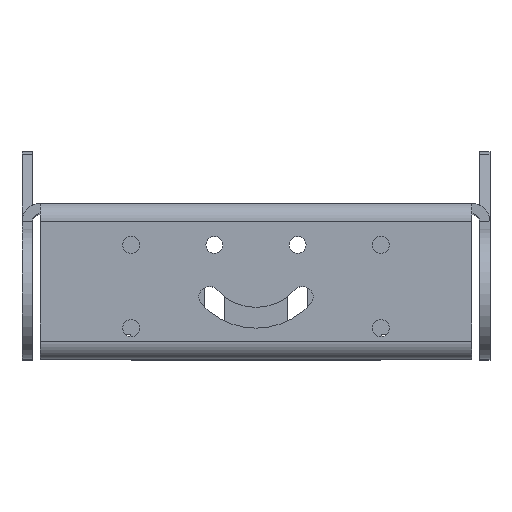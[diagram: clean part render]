
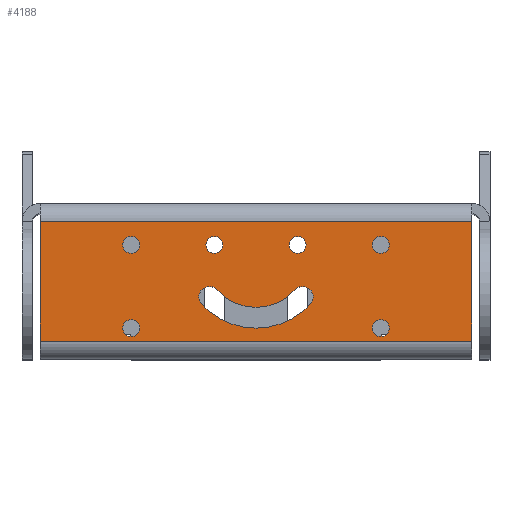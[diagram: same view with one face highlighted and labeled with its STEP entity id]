
A CAD part, top view. The second image highlights one B-rep face of the part: STEP entity #4188.
In plain terms, the highlighted planar face has unit normal (0, 0, 1).
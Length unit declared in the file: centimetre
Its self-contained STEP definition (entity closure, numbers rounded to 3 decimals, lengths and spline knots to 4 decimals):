
#164=FACE_BOUND('',#897,.T.);
#165=FACE_BOUND('',#898,.T.);
#166=FACE_BOUND('',#899,.T.);
#167=FACE_BOUND('',#900,.T.);
#168=FACE_BOUND('',#901,.T.);
#169=FACE_BOUND('',#902,.T.);
#170=FACE_BOUND('',#903,.T.);
#314=PLANE('',#4653);
#528=FACE_OUTER_BOUND('',#896,.T.);
#896=EDGE_LOOP('',(#3654,#3655,#3656,#3657));
#897=EDGE_LOOP('',(#3658));
#898=EDGE_LOOP('',(#3659));
#899=EDGE_LOOP('',(#3660));
#900=EDGE_LOOP('',(#3661));
#901=EDGE_LOOP('',(#3662));
#902=EDGE_LOOP('',(#3663));
#903=EDGE_LOOP('',(#3664,#3665,#3666,#3667));
#1248=LINE('',#6972,#1549);
#1259=LINE('',#7008,#1560);
#1263=LINE('',#7018,#1564);
#1269=LINE('',#7031,#1570);
#1549=VECTOR('',#5770,1.);
#1560=VECTOR('',#5819,1.);
#1564=VECTOR('',#5829,0.238);
#1570=VECTOR('',#5847,1.);
#1710=CIRCLE('',#4380,0.162);
#1712=CIRCLE('',#4383,0.162);
#1714=CIRCLE('',#4386,0.162);
#1756=CIRCLE('',#4498,0.162);
#1758=CIRCLE('',#4501,0.162);
#1760=CIRCLE('',#4504,0.162);
#1761=CIRCLE('',#4506,0.2);
#1763=CIRCLE('',#4509,1.0125);
#1765=CIRCLE('',#4512,0.2);
#1767=CIRCLE('',#4515,1.4125);
#2051=VERTEX_POINT('',#6421);
#2053=VERTEX_POINT('',#6426);
#2055=VERTEX_POINT('',#6431);
#2127=VERTEX_POINT('',#6687);
#2129=VERTEX_POINT('',#6692);
#2131=VERTEX_POINT('',#6697);
#2132=VERTEX_POINT('',#6700);
#2133=VERTEX_POINT('',#6701);
#2136=VERTEX_POINT('',#6709);
#2138=VERTEX_POINT('',#6715);
#2208=VERTEX_POINT('',#6969);
#2209=VERTEX_POINT('',#6971);
#2214=VERTEX_POINT('',#7006);
#2215=VERTEX_POINT('',#7007);
#2470=EDGE_CURVE('',#2051,#2051,#1710,.T.);
#2472=EDGE_CURVE('',#2053,#2053,#1712,.T.);
#2474=EDGE_CURVE('',#2055,#2055,#1714,.T.);
#2588=EDGE_CURVE('',#2127,#2127,#1756,.T.);
#2590=EDGE_CURVE('',#2129,#2129,#1758,.T.);
#2592=EDGE_CURVE('',#2131,#2131,#1760,.T.);
#2593=EDGE_CURVE('',#2132,#2133,#1761,.T.);
#2597=EDGE_CURVE('',#2136,#2132,#1763,.T.);
#2600=EDGE_CURVE('',#2138,#2136,#1765,.T.);
#2603=EDGE_CURVE('',#2133,#2138,#1767,.T.);
#2717=EDGE_CURVE('',#2208,#2209,#1248,.T.);
#2735=EDGE_CURVE('',#2214,#2215,#1259,.T.);
#2741=EDGE_CURVE('',#2209,#2215,#1263,.T.);
#2749=EDGE_CURVE('',#2214,#2208,#1269,.T.);
#3654=ORIENTED_EDGE('',*,*,#2735,.T.);
#3655=ORIENTED_EDGE('',*,*,#2741,.F.);
#3656=ORIENTED_EDGE('',*,*,#2717,.F.);
#3657=ORIENTED_EDGE('',*,*,#2749,.F.);
#3658=ORIENTED_EDGE('',*,*,#2470,.T.);
#3659=ORIENTED_EDGE('',*,*,#2472,.T.);
#3660=ORIENTED_EDGE('',*,*,#2474,.T.);
#3661=ORIENTED_EDGE('',*,*,#2588,.T.);
#3662=ORIENTED_EDGE('',*,*,#2590,.T.);
#3663=ORIENTED_EDGE('',*,*,#2592,.T.);
#3664=ORIENTED_EDGE('',*,*,#2593,.T.);
#3665=ORIENTED_EDGE('',*,*,#2603,.T.);
#3666=ORIENTED_EDGE('',*,*,#2600,.T.);
#3667=ORIENTED_EDGE('',*,*,#2597,.T.);
#4188=ADVANCED_FACE('',(#528,#164,#165,#166,#167,#168,#169,#170),#314,.T.);
#4380=AXIS2_PLACEMENT_3D('',#6422,#5133,#5134);
#4383=AXIS2_PLACEMENT_3D('',#6427,#5139,#5140);
#4386=AXIS2_PLACEMENT_3D('',#6432,#5145,#5146);
#4498=AXIS2_PLACEMENT_3D('',#6688,#5441,#5442);
#4501=AXIS2_PLACEMENT_3D('',#6693,#5447,#5448);
#4504=AXIS2_PLACEMENT_3D('',#6698,#5453,#5454);
#4506=AXIS2_PLACEMENT_3D('',#6702,#5457,#5458);
#4509=AXIS2_PLACEMENT_3D('',#6710,#5465,#5466);
#4512=AXIS2_PLACEMENT_3D('',#6716,#5472,#5473);
#4515=AXIS2_PLACEMENT_3D('',#6721,#5479,#5480);
#4653=AXIS2_PLACEMENT_3D('',#7032,#5848,#5849);
#5133=DIRECTION('center_axis',(0.,0.,
-1.));
#5134=DIRECTION('ref_axis',(-1.,0.,0.));
#5139=DIRECTION('center_axis',(0.,0.,
-1.));
#5140=DIRECTION('ref_axis',(-1.,0.,0.));
#5145=DIRECTION('center_axis',(0.,0.,
-1.));
#5146=DIRECTION('ref_axis',(-1.,0.,0.));
#5441=DIRECTION('center_axis',(0.,0.,
-1.));
#5442=DIRECTION('ref_axis',(1.,0.,0.));
#5447=DIRECTION('center_axis',(0.,0.,
-1.));
#5448=DIRECTION('ref_axis',(1.,0.,0.));
#5453=DIRECTION('center_axis',(0.,0.,
-1.));
#5454=DIRECTION('ref_axis',(1.,0.,0.));
#5457=DIRECTION('center_axis',(0.,0.,
-1.));
#5458=DIRECTION('ref_axis',(0.742,-0.67,0.));
#5465=DIRECTION('center_axis',(0.,0.,
1.));
#5466=DIRECTION('ref_axis',(0.742,0.67,0.));
#5472=DIRECTION('center_axis',(0.,0.,
-1.));
#5473=DIRECTION('ref_axis',(0.742,0.67,0.));
#5479=DIRECTION('center_axis',(0.,0.,
-1.));
#5480=DIRECTION('ref_axis',(-0.742,-0.67,0.));
#5770=DIRECTION('',(-1.,0.,0.));
#5819=DIRECTION('',(-1.,0.,0.));
#5829=DIRECTION('',(0.,1.,0.));
#5847=DIRECTION('',(0.,-1.,0.));
#5848=DIRECTION('center_axis',(0.,0.,
1.));
#5849=DIRECTION('ref_axis',(0.,-1.,0.));
#6421=CARTESIAN_POINT('',(-2.562,2.2,0.35));
#6422=CARTESIAN_POINT('Origin',(-2.4,2.2,0.35));
#6426=CARTESIAN_POINT('',(-0.962,2.2,0.35));
#6427=CARTESIAN_POINT('Origin',(-0.8,2.2,0.35));
#6431=CARTESIAN_POINT('',(-2.562,0.6,0.35));
#6432=CARTESIAN_POINT('Origin',(-2.4,0.6,0.35));
#6687=CARTESIAN_POINT('',(2.562,2.2,0.35));
#6688=CARTESIAN_POINT('Origin',(2.4,2.2,0.35));
#6692=CARTESIAN_POINT('',(0.962,2.2,0.35));
#6693=CARTESIAN_POINT('Origin',(0.8,2.2,0.35));
#6697=CARTESIAN_POINT('',(2.562,0.6,0.35));
#6698=CARTESIAN_POINT('Origin',(2.4,0.6,0.35));
#6700=CARTESIAN_POINT('',(0.7515,1.334,0.35));
#6701=CARTESIAN_POINT('',(1.0485,1.066,0.35));
#6702=CARTESIAN_POINT('Origin',(0.9,1.2,0.35));
#6709=CARTESIAN_POINT('',(-0.7515,1.334,0.35));
#6710=CARTESIAN_POINT('Origin',(0.,2.0125,0.35));
#6715=CARTESIAN_POINT('',(-1.0485,1.066,0.35));
#6716=CARTESIAN_POINT('Origin',(-0.9,1.2,0.35));
#6721=CARTESIAN_POINT('Origin',(0.,2.0125,0.35));
#6969=CARTESIAN_POINT('',(4.15,0.35,0.35));
#6971=CARTESIAN_POINT('',(-4.15,0.35,0.35));
#6972=CARTESIAN_POINT('',(4.15,0.35,0.35));
#7006=CARTESIAN_POINT('',(4.15,2.65,0.35));
#7007=CARTESIAN_POINT('',(-4.15,2.65,0.35));
#7008=CARTESIAN_POINT('',(0.,2.65,0.35));
#7018=CARTESIAN_POINT('',(-4.15,3.3977,0.35));
#7031=CARTESIAN_POINT('',(4.15,2.65,0.35));
#7032=CARTESIAN_POINT('Origin',(0.,1.6869,0.35));
